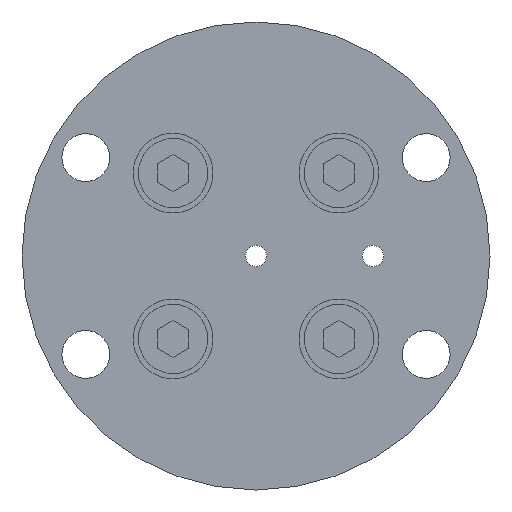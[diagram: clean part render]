
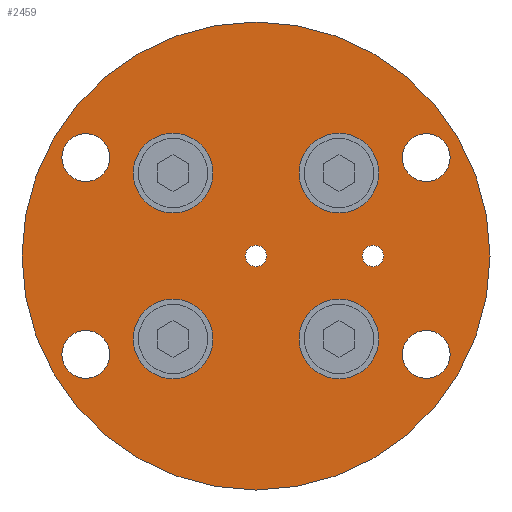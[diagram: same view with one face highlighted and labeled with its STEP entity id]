
A CAD part, left-side view. The second image highlights one B-rep face of the part: STEP entity #2459.
In plain terms, the highlighted planar face has unit normal (-1, 0, 0).
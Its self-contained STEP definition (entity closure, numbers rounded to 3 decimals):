
#306=CARTESIAN_POINT('',(0.,0.,0.));
#307=DIRECTION('',(-1.,0.,0.));
#308=DIRECTION('',(0.,1.,0.));
#309=AXIS2_PLACEMENT_3D('',#306,#307,#308);
#314=CARTESIAN_POINT('',(0.,0.,0.));
#315=DIRECTION('',(1.,0.,0.));
#316=DIRECTION('',(0.,1.,0.));
#317=AXIS2_PLACEMENT_3D('',#314,#315,#316);
#322=CARTESIAN_POINT('',(0.,32.,-18.5));
#323=DIRECTION('',(1.,0.,0.));
#324=DIRECTION('',(0.,1.,0.));
#325=AXIS2_PLACEMENT_3D('',#322,#323,#324);
#330=CARTESIAN_POINT('',(0.,32.,-18.5));
#331=DIRECTION('',(1.,0.,0.));
#332=DIRECTION('',(0.,-1.,0.));
#333=AXIS2_PLACEMENT_3D('',#330,#331,#332);
#338=CARTESIAN_POINT('',(0.,32.,18.5));
#339=DIRECTION('',(1.,0.,0.));
#340=DIRECTION('',(0.,1.,0.));
#341=AXIS2_PLACEMENT_3D('',#338,#339,#340);
#346=CARTESIAN_POINT('',(0.,32.,18.5));
#347=DIRECTION('',(1.,0.,0.));
#348=DIRECTION('',(0.,-1.,0.));
#349=AXIS2_PLACEMENT_3D('',#346,#347,#348);
#354=CARTESIAN_POINT('',(0.,-32.,-18.5));
#355=DIRECTION('',(1.,0.,0.));
#356=DIRECTION('',(0.,1.,0.));
#357=AXIS2_PLACEMENT_3D('',#354,#355,#356);
#362=CARTESIAN_POINT('',(0.,-32.,-18.5));
#363=DIRECTION('',(1.,0.,0.));
#364=DIRECTION('',(0.,-1.,0.));
#365=AXIS2_PLACEMENT_3D('',#362,#363,#364);
#370=CARTESIAN_POINT('',(0.,-32.,18.5));
#371=DIRECTION('',(1.,0.,0.));
#372=DIRECTION('',(0.,1.,0.));
#373=AXIS2_PLACEMENT_3D('',#370,#371,#372);
#378=CARTESIAN_POINT('',(0.,-32.,18.5));
#379=DIRECTION('',(1.,0.,0.));
#380=DIRECTION('',(0.,-1.,0.));
#381=AXIS2_PLACEMENT_3D('',#378,#379,#380);
#386=CARTESIAN_POINT('',(0.,-22.,0.));
#387=DIRECTION('',(1.,0.,0.));
#388=DIRECTION('',(0.,-1.,0.));
#389=AXIS2_PLACEMENT_3D('',#386,#387,#388);
#394=CARTESIAN_POINT('',(0.,-22.,0.));
#395=DIRECTION('',(1.,0.,0.));
#396=DIRECTION('',(0.,1.,0.));
#397=AXIS2_PLACEMENT_3D('',#394,#395,#396);
#402=CARTESIAN_POINT('',(0.,0.,0.));
#403=DIRECTION('',(1.,0.,0.));
#404=DIRECTION('',(0.,1.,0.));
#405=AXIS2_PLACEMENT_3D('',#402,#403,#404);
#410=CARTESIAN_POINT('',(0.,0.,0.));
#411=DIRECTION('',(1.,0.,0.));
#412=DIRECTION('',(0.,-1.,0.));
#413=AXIS2_PLACEMENT_3D('',#410,#411,#412);
#418=CARTESIAN_POINT('',(0.,15.6,-15.6));
#419=DIRECTION('',(-1.,0.,0.));
#420=DIRECTION('',(0.,1.,0.));
#421=AXIS2_PLACEMENT_3D('',#418,#419,#420);
#426=CARTESIAN_POINT('',(0.,15.6,-15.6));
#427=DIRECTION('',(-1.,0.,0.));
#428=DIRECTION('',(0.,-1.,0.));
#429=AXIS2_PLACEMENT_3D('',#426,#427,#428);
#434=CARTESIAN_POINT('',(0.,15.6,15.6));
#435=DIRECTION('',(-1.,0.,0.));
#436=DIRECTION('',(0.,1.,0.));
#437=AXIS2_PLACEMENT_3D('',#434,#435,#436);
#442=CARTESIAN_POINT('',(0.,15.6,15.6));
#443=DIRECTION('',(-1.,0.,0.));
#444=DIRECTION('',(0.,-1.,0.));
#445=AXIS2_PLACEMENT_3D('',#442,#443,#444);
#450=CARTESIAN_POINT('',(0.,-15.6,-15.6));
#451=DIRECTION('',(-1.,0.,0.));
#452=DIRECTION('',(0.,1.,0.));
#453=AXIS2_PLACEMENT_3D('',#450,#451,#452);
#458=CARTESIAN_POINT('',(0.,-15.6,-15.6));
#459=DIRECTION('',(-1.,0.,0.));
#460=DIRECTION('',(0.,-1.,0.));
#461=AXIS2_PLACEMENT_3D('',#458,#459,#460);
#466=CARTESIAN_POINT('',(0.,-15.6,15.6));
#467=DIRECTION('',(-1.,0.,0.));
#468=DIRECTION('',(0.,1.,0.));
#469=AXIS2_PLACEMENT_3D('',#466,#467,#468);
#474=CARTESIAN_POINT('',(0.,-15.6,15.6));
#475=DIRECTION('',(-1.,0.,0.));
#476=DIRECTION('',(0.,-1.,0.));
#477=AXIS2_PLACEMENT_3D('',#474,#475,#476);
#1967=CARTESIAN_POINT('',(0.,44.,0.));
#1969=VERTEX_POINT('',#1967);
#1971=CARTESIAN_POINT('',(0.,-44.,0.));
#1973=VERTEX_POINT('',#1971);
#1978=CARTESIAN_POINT('',(0.,36.5,-18.5));
#1979=CARTESIAN_POINT('',(0.,27.5,-18.5));
#1980=VERTEX_POINT('',#1978);
#1981=VERTEX_POINT('',#1979);
#1982=CARTESIAN_POINT('',(0.,36.5,18.5));
#1984=VERTEX_POINT('',#1982);
#1986=CARTESIAN_POINT('',(0.,27.5,18.5));
#1988=VERTEX_POINT('',#1986);
#1990=CARTESIAN_POINT('',(0.,-27.5,-18.5));
#1992=VERTEX_POINT('',#1990);
#1994=CARTESIAN_POINT('',(0.,-36.5,-18.5));
#1996=VERTEX_POINT('',#1994);
#1998=CARTESIAN_POINT('',(0.,-27.5,18.5));
#2000=VERTEX_POINT('',#1998);
#2002=CARTESIAN_POINT('',(0.,-36.5,18.5));
#2004=VERTEX_POINT('',#2002);
#2018=CARTESIAN_POINT('',(0.,-24.,0.));
#2019=CARTESIAN_POINT('',(0.,-20.,0.));
#2020=VERTEX_POINT('',#2018);
#2021=VERTEX_POINT('',#2019);
#2046=CARTESIAN_POINT('',(0.,2.,0.));
#2047=CARTESIAN_POINT('',(0.,-2.,0.));
#2048=VERTEX_POINT('',#2046);
#2049=VERTEX_POINT('',#2047);
#2058=CARTESIAN_POINT('',(0.,23.1,-15.6));
#2059=CARTESIAN_POINT('',(0.,8.1,-15.6));
#2060=VERTEX_POINT('',#2058);
#2061=VERTEX_POINT('',#2059);
#2066=CARTESIAN_POINT('',(0.,23.1,15.6));
#2067=VERTEX_POINT('',#2066);
#2068=CARTESIAN_POINT('',(0.,8.1,15.6));
#2069=VERTEX_POINT('',#2068);
#2074=CARTESIAN_POINT('',(0.,-8.1,-15.6));
#2075=VERTEX_POINT('',#2074);
#2076=CARTESIAN_POINT('',(0.,-23.1,-15.6));
#2077=VERTEX_POINT('',#2076);
#2082=CARTESIAN_POINT('',(0.,-8.1,15.6));
#2083=VERTEX_POINT('',#2082);
#2084=CARTESIAN_POINT('',(0.,-23.1,15.6));
#2085=VERTEX_POINT('',#2084);
#2390=CARTESIAN_POINT('',(0.,0.,0.));
#2391=DIRECTION('',(1.,0.,0.));
#2392=DIRECTION('',(0.,-1.,0.));
#2393=AXIS2_PLACEMENT_3D('',#2390,#2391,#2392);
#2394=PLANE('',#2393);
#2395=ORIENTED_EDGE('',*,*,#2383,.F.);
#2396=ORIENTED_EDGE('',*,*,#2372,.T.);
#2397=EDGE_LOOP('',(#2395,#2396));
#2398=FACE_OUTER_BOUND('',#2397,.F.);
#2400=ORIENTED_EDGE('',*,*,#2399,.F.);
#2402=ORIENTED_EDGE('',*,*,#2401,.F.);
#2403=EDGE_LOOP('',(#2400,#2402));
#2404=FACE_BOUND('',#2403,.F.);
#2406=ORIENTED_EDGE('',*,*,#2405,.F.);
#2408=ORIENTED_EDGE('',*,*,#2407,.F.);
#2409=EDGE_LOOP('',(#2406,#2408));
#2410=FACE_BOUND('',#2409,.F.);
#2412=ORIENTED_EDGE('',*,*,#2411,.F.);
#2414=ORIENTED_EDGE('',*,*,#2413,.F.);
#2415=EDGE_LOOP('',(#2412,#2414));
#2416=FACE_BOUND('',#2415,.F.);
#2418=ORIENTED_EDGE('',*,*,#2417,.F.);
#2420=ORIENTED_EDGE('',*,*,#2419,.F.);
#2421=EDGE_LOOP('',(#2418,#2420));
#2422=FACE_BOUND('',#2421,.F.);
#2424=ORIENTED_EDGE('',*,*,#2423,.F.);
#2426=ORIENTED_EDGE('',*,*,#2425,.F.);
#2427=EDGE_LOOP('',(#2424,#2426));
#2428=FACE_BOUND('',#2427,.F.);
#2430=ORIENTED_EDGE('',*,*,#2429,.F.);
#2432=ORIENTED_EDGE('',*,*,#2431,.F.);
#2433=EDGE_LOOP('',(#2430,#2432));
#2434=FACE_BOUND('',#2433,.F.);
#2436=ORIENTED_EDGE('',*,*,#2435,.T.);
#2438=ORIENTED_EDGE('',*,*,#2437,.T.);
#2439=EDGE_LOOP('',(#2436,#2438));
#2440=FACE_BOUND('',#2439,.F.);
#2442=ORIENTED_EDGE('',*,*,#2441,.T.);
#2444=ORIENTED_EDGE('',*,*,#2443,.T.);
#2445=EDGE_LOOP('',(#2442,#2444));
#2446=FACE_BOUND('',#2445,.F.);
#2448=ORIENTED_EDGE('',*,*,#2447,.T.);
#2450=ORIENTED_EDGE('',*,*,#2449,.T.);
#2451=EDGE_LOOP('',(#2448,#2450));
#2452=FACE_BOUND('',#2451,.F.);
#2454=ORIENTED_EDGE('',*,*,#2453,.T.);
#2456=ORIENTED_EDGE('',*,*,#2455,.T.);
#2457=EDGE_LOOP('',(#2454,#2456));
#2458=FACE_BOUND('',#2457,.F.);
#310=CIRCLE('',#309,44.);
#318=CIRCLE('',#317,44.);
#326=CIRCLE('',#325,4.5);
#334=CIRCLE('',#333,4.5);
#342=CIRCLE('',#341,4.5);
#350=CIRCLE('',#349,4.5);
#358=CIRCLE('',#357,4.5);
#366=CIRCLE('',#365,4.5);
#374=CIRCLE('',#373,4.5);
#382=CIRCLE('',#381,4.5);
#390=CIRCLE('',#389,2.);
#398=CIRCLE('',#397,2.);
#406=CIRCLE('',#405,2.);
#414=CIRCLE('',#413,2.);
#422=CIRCLE('',#421,7.5);
#430=CIRCLE('',#429,7.5);
#438=CIRCLE('',#437,7.5);
#446=CIRCLE('',#445,7.5);
#454=CIRCLE('',#453,7.5);
#462=CIRCLE('',#461,7.5);
#470=CIRCLE('',#469,7.5);
#478=CIRCLE('',#477,7.5);
#2372=EDGE_CURVE('',#1969,#1973,#318,.T.);
#2383=EDGE_CURVE('',#1969,#1973,#310,.T.);
#2399=EDGE_CURVE('',#1980,#1981,#326,.T.);
#2401=EDGE_CURVE('',#1981,#1980,#334,.T.);
#2405=EDGE_CURVE('',#1984,#1988,#342,.T.);
#2407=EDGE_CURVE('',#1988,#1984,#350,.T.);
#2411=EDGE_CURVE('',#1992,#1996,#358,.T.);
#2413=EDGE_CURVE('',#1996,#1992,#366,.T.);
#2417=EDGE_CURVE('',#2000,#2004,#374,.T.);
#2419=EDGE_CURVE('',#2004,#2000,#382,.T.);
#2423=EDGE_CURVE('',#2020,#2021,#390,.T.);
#2425=EDGE_CURVE('',#2021,#2020,#398,.T.);
#2429=EDGE_CURVE('',#2048,#2049,#406,.T.);
#2431=EDGE_CURVE('',#2049,#2048,#414,.T.);
#2435=EDGE_CURVE('',#2060,#2061,#422,.T.);
#2437=EDGE_CURVE('',#2061,#2060,#430,.T.);
#2441=EDGE_CURVE('',#2067,#2069,#438,.T.);
#2443=EDGE_CURVE('',#2069,#2067,#446,.T.);
#2447=EDGE_CURVE('',#2075,#2077,#454,.T.);
#2449=EDGE_CURVE('',#2077,#2075,#462,.T.);
#2453=EDGE_CURVE('',#2083,#2085,#470,.T.);
#2455=EDGE_CURVE('',#2085,#2083,#478,.T.);
#2459=ADVANCED_FACE('',(#2398,#2404,#2410,#2416,#2422,#2428,#2434,#2440,#2446,
#2452,#2458),#2394,.F.);
